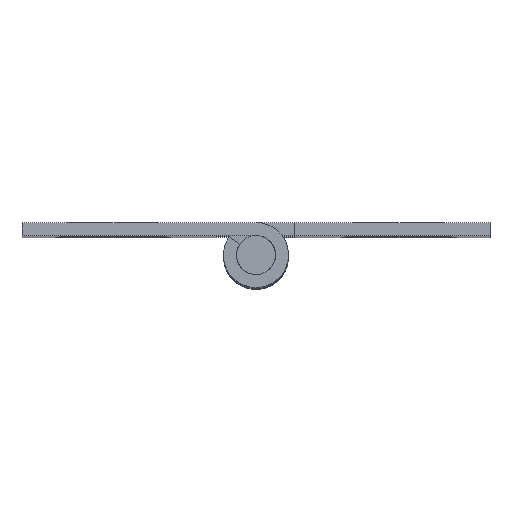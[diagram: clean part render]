
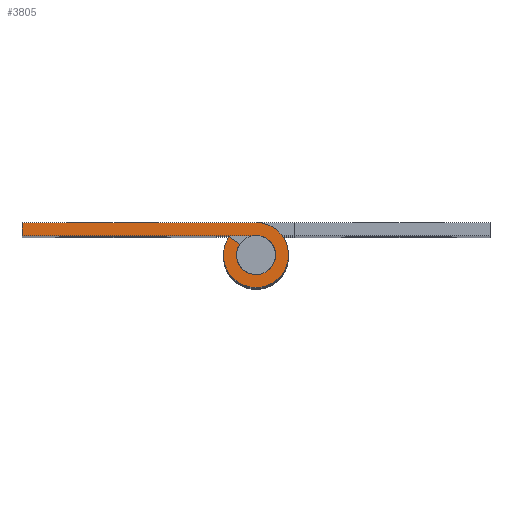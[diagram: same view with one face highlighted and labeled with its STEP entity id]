
A CAD part, top view. The second image highlights one B-rep face of the part: STEP entity #3805.
In plain terms, the highlighted free-form (B-spline) face has degree [1, 1] with [2, 2] control points.
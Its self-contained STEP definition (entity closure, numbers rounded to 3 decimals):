
#3728=CARTESIAN_POINT('',(-9.512,-1.374,45.0));
#3729=CARTESIAN_POINT('',(1.762,-1.374,45.0));
#3730=CARTESIAN_POINT('',(-9.512,1.375,45.0));
#3731=CARTESIAN_POINT('',(1.762,1.375,45.0));
#3732=B_SPLINE_SURFACE_WITH_KNOTS('',1,1,((#3728,#3730),(#3729,#3731)),.UNSPECIFIED.,.F.,.F.,.U.,(2,2),(2,2),(0.0,11.274),(0.0,2.749),.UNSPECIFIED.);
#3733=CARTESIAN_POINT('',(0.0,0.75,45.0));
#3734=VERTEX_POINT('',#3733);
#3735=CARTESIAN_POINT('',(-0.621,0.42,45.0));
#3736=VERTEX_POINT('',#3735);
#3737=CARTESIAN_POINT('',(0.0,0.75,45.0));
#3738=CARTESIAN_POINT('',(0.586,0.75,45.));
#3739=CARTESIAN_POINT('',(0.728,0.181,45.0));
#3740=CARTESIAN_POINT('',(0.869,-0.387,45.));
#3741=CARTESIAN_POINT('',(0.352,-0.662,45.0));
#3742=CARTESIAN_POINT('',(-0.166,-0.937,45.));
#3743=CARTESIAN_POINT('',(-0.558,-0.501,45.0));
#3744=CARTESIAN_POINT('',(-0.95,-0.066,45.));
#3745=CARTESIAN_POINT('',(-0.621,0.42,45.0));
#3753=(BOUNDED_CURVE()B_SPLINE_CURVE(2,(#3737,#3738,#3739,#3740,#3741,#3742,#3743,#3744,#3745),.UNSPECIFIED.,.F.,.U.)B_SPLINE_CURVE_WITH_KNOTS((3,2,2,2,3),(0.0,0.25,0.5,0.75,1.0),.UNSPECIFIED.)CURVE()GEOMETRIC_REPRESENTATION_ITEM()RATIONAL_B_SPLINE_CURVE((1.0,0.788,1.0,0.788,1.0,0.788,1.0,0.788,1.0))REPRESENTATION_ITEM(''));
#3754=EDGE_CURVE('',#3734,#3736,#3753,.T.);
#3755=ORIENTED_EDGE('',*,*,#3754,.T.);
#3756=CARTESIAN_POINT('',(-1.036,0.7,45.0));
#3757=VERTEX_POINT('',#3756);
#3758=CARTESIAN_POINT('',(-1.036,0.7,45.0));
#3759=CARTESIAN_POINT('',(-0.621,0.42,45.0));
#3760=QUASI_UNIFORM_CURVE('',1,(#3758,#3759),.UNSPECIFIED.,.F.,.U.);
#3761=EDGE_CURVE('',#3757,#3736,#3760,.T.);
#3762=ORIENTED_EDGE('',*,*,#3761,.F.);
#3763=CARTESIAN_POINT('',(0.0,1.25,45.0));
#3764=VERTEX_POINT('',#3763);
#3765=CARTESIAN_POINT('',(0.0,1.25,45.0));
#3766=CARTESIAN_POINT('',(0.977,1.25,45.));
#3767=CARTESIAN_POINT('',(1.213,0.302,45.0));
#3768=CARTESIAN_POINT('',(1.449,-0.646,45.));
#3769=CARTESIAN_POINT('',(0.586,-1.104,45.0));
#3770=CARTESIAN_POINT('',(-0.276,-1.562,45.));
#3771=CARTESIAN_POINT('',(-0.93,-0.836,45.0));
#3772=CARTESIAN_POINT('',(-1.583,-0.109,45.));
#3773=CARTESIAN_POINT('',(-1.036,0.7,45.0));
#3781=(BOUNDED_CURVE()B_SPLINE_CURVE(2,(#3765,#3766,#3767,#3768,#3769,#3770,#3771,#3772,#3773),.UNSPECIFIED.,.F.,.U.)B_SPLINE_CURVE_WITH_KNOTS((3,2,2,2,3),(0.0,0.25,0.5,0.75,1.0),.UNSPECIFIED.)CURVE()GEOMETRIC_REPRESENTATION_ITEM()RATIONAL_B_SPLINE_CURVE((1.0,0.788,1.0,0.788,1.0,0.788,1.0,0.788,1.0))REPRESENTATION_ITEM(''));
#3782=EDGE_CURVE('',#3764,#3757,#3781,.T.);
#3783=ORIENTED_EDGE('',*,*,#3782,.F.);
#3784=CARTESIAN_POINT('',(-9.0,1.25,45.0));
#3785=VERTEX_POINT('',#3784);
#3786=CARTESIAN_POINT('',(-9.0,1.25,45.0));
#3787=CARTESIAN_POINT('',(0.0,1.25,45.0));
#3788=QUASI_UNIFORM_CURVE('',1,(#3786,#3787),.UNSPECIFIED.,.F.,.U.);
#3789=EDGE_CURVE('',#3785,#3764,#3788,.T.);
#3790=ORIENTED_EDGE('',*,*,#3789,.F.);
#3791=CARTESIAN_POINT('',(-9.0,0.75,45.0));
#3792=VERTEX_POINT('',#3791);
#3793=CARTESIAN_POINT('',(-9.0,0.75,45.0));
#3794=CARTESIAN_POINT('',(-9.0,1.25,45.0));
#3795=QUASI_UNIFORM_CURVE('',1,(#3793,#3794),.UNSPECIFIED.,.F.,.U.);
#3796=EDGE_CURVE('',#3792,#3785,#3795,.T.);
#3797=ORIENTED_EDGE('',*,*,#3796,.F.);
#3798=CARTESIAN_POINT('',(0.0,0.75,45.0));
#3799=CARTESIAN_POINT('',(-9.0,0.75,45.0));
#3800=QUASI_UNIFORM_CURVE('',1,(#3798,#3799),.UNSPECIFIED.,.F.,.U.);
#3801=EDGE_CURVE('',#3734,#3792,#3800,.T.);
#3802=ORIENTED_EDGE('',*,*,#3801,.F.);
#3803=EDGE_LOOP('',(#3755,#3762,#3783,#3790,#3797,#3802));
#3804=FACE_OUTER_BOUND('',#3803,.T.);
#3805=ADVANCED_FACE('',(#3804),#3732,.T.);
